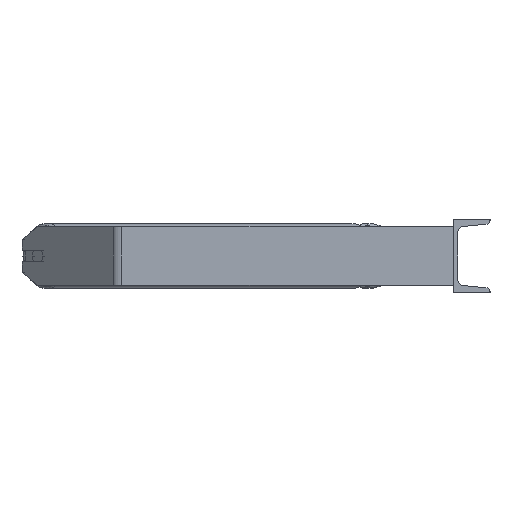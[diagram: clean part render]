
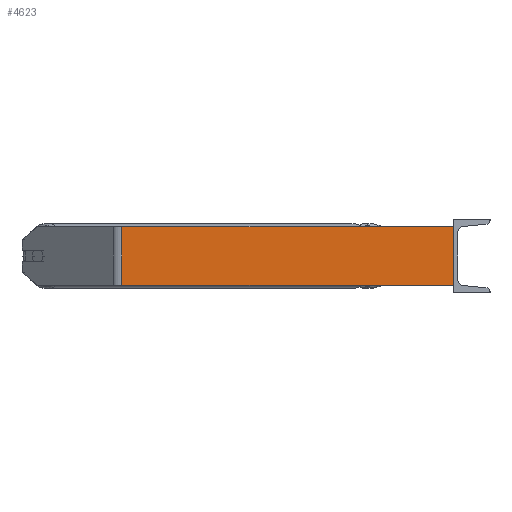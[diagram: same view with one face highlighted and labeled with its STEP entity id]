
A CAD part, left-side view. The second image highlights one B-rep face of the part: STEP entity #4623.
In plain terms, the highlighted planar face has unit normal (-1, 0, 0).
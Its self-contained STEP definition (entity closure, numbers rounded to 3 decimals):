
#186 = VERTEX_POINT ( 'NONE', #3571 ) ;
#487 = EDGE_LOOP ( 'NONE', ( #4315, #3821, #5065, #1778 ) ) ;
#494 = CARTESIAN_POINT ( 'NONE',  ( -885., 0., 40. ) ) ;
#712 = CARTESIAN_POINT ( 'NONE',  ( -885., 460.197, 40. ) ) ;
#1177 = LINE ( 'NONE', #494, #7226 ) ;
#1425 = AXIS2_PLACEMENT_3D ( 'NONE', #712, #8170, #4046 ) ;
#1501 = EDGE_CURVE ( 'NONE', #7116, #186, #1177, .T. ) ;
#1541 = EDGE_CURVE ( 'NONE', #5384, #186, #3083, .T. ) ;
#1778 = ORIENTED_EDGE ( 'NONE', *, *, #4118, .T. ) ;
#2073 = FACE_OUTER_BOUND ( 'NONE', #487, .T. ) ;
#2126 = VERTEX_POINT ( 'NONE', #5528 ) ;
#2680 = DIRECTION ( 'NONE',  ( 0., 0., -1. ) ) ;
#3083 = LINE ( 'NONE', #5965, #8978 ) ;
#3150 = DIRECTION ( 'NONE',  ( 0., 0., -1. ) ) ;
#3571 = CARTESIAN_POINT ( 'NONE',  ( -885., 0., -40. ) ) ;
#3670 = LINE ( 'NONE', #4251, #5823 ) ;
#3698 = CARTESIAN_POINT ( 'NONE',  ( -885., 0., 40. ) ) ;
#3821 = ORIENTED_EDGE ( 'NONE', *, *, #1501, .F. ) ;
#4046 = DIRECTION ( 'NONE',  ( 0., 1., 0. ) ) ;
#4118 = EDGE_CURVE ( 'NONE', #2126, #5384, #8800, .T. ) ;
#4187 = VECTOR ( 'NONE', #3150, 1000. ) ;
#4251 = CARTESIAN_POINT ( 'NONE',  ( -885., 460.197, 40. ) ) ;
#4315 = ORIENTED_EDGE ( 'NONE', *, *, #1541, .T. ) ;
#4623 = ADVANCED_FACE ( 'NONE', ( #2073 ), #4759, .F. ) ;
#4759 = PLANE ( 'NONE',  #1425 ) ;
#5065 = ORIENTED_EDGE ( 'NONE', *, *, #8338, .F. ) ;
#5311 = CARTESIAN_POINT ( 'NONE',  ( -885., 453.57, -40. ) ) ;
#5384 = VERTEX_POINT ( 'NONE', #5311 ) ;
#5528 = CARTESIAN_POINT ( 'NONE',  ( -885., 453.57, 40. ) ) ;
#5823 = VECTOR ( 'NONE', #7198, 1000. ) ;
#5965 = CARTESIAN_POINT ( 'NONE',  ( -885., 460.197, -40. ) ) ;
#7116 = VERTEX_POINT ( 'NONE', #3698 ) ;
#7198 = DIRECTION ( 'NONE',  ( 0., -1., 0. ) ) ;
#7226 = VECTOR ( 'NONE', #2680, 1000. ) ;
#7437 = CARTESIAN_POINT ( 'NONE',  ( -885., 453.57, 40. ) ) ;
#8170 = DIRECTION ( 'NONE',  ( 1., 0., 0. ) ) ;
#8338 = EDGE_CURVE ( 'NONE', #2126, #7116, #3670, .T. ) ;
#8775 = DIRECTION ( 'NONE',  ( 0., -1., 0. ) ) ;
#8800 = LINE ( 'NONE', #7437, #4187 ) ;
#8978 = VECTOR ( 'NONE', #8775, 1000. ) ;
